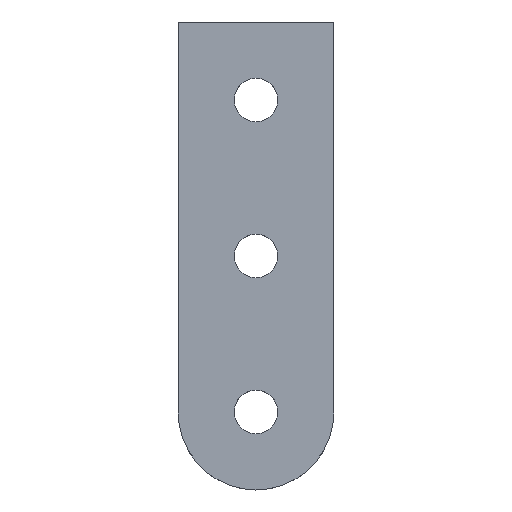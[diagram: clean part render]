
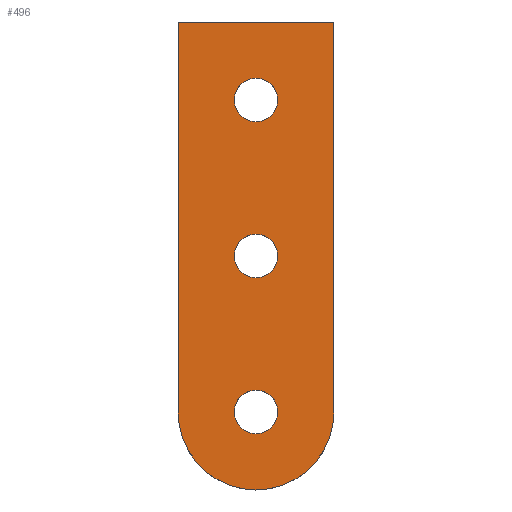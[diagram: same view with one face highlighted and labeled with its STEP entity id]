
A CAD part, top view. The second image highlights one B-rep face of the part: STEP entity #496.
In plain terms, the highlighted planar face has unit normal (0, 0, 1).
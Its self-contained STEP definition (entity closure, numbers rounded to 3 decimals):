
#132=CARTESIAN_POINT('',(-0.14,1.0,0.25));
#133=VERTEX_POINT('',#132);
#149=CARTESIAN_POINT('',(0.14,1.0,0.25));
#150=VERTEX_POINT('',#149);
#157=CARTESIAN_POINT('',(0.,1.0,0.25));
#158=DIRECTION('',(0.0,0.0,-1.0));
#159=DIRECTION('',(-1.0,0.0,0.0));
#160=AXIS2_PLACEMENT_3D('',#157,#158,#159);
#161=CIRCLE('',#160,0.14);
#162=EDGE_CURVE('',#133,#150,#161,.T.);
#174=CARTESIAN_POINT('',(-0.14,2.0,0.25));
#175=VERTEX_POINT('',#174);
#191=CARTESIAN_POINT('',(0.14,2.0,0.25));
#192=VERTEX_POINT('',#191);
#199=CARTESIAN_POINT('',(0.,2.0,0.25));
#200=DIRECTION('',(0.0,0.0,-1.0));
#201=DIRECTION('',(-1.0,0.0,0.0));
#202=AXIS2_PLACEMENT_3D('',#199,#200,#201);
#203=CIRCLE('',#202,0.14);
#204=EDGE_CURVE('',#175,#192,#203,.T.);
#216=CARTESIAN_POINT('',(-0.14,0.0,0.25));
#217=VERTEX_POINT('',#216);
#233=CARTESIAN_POINT('',(0.14,0.,0.25));
#234=VERTEX_POINT('',#233);
#241=CARTESIAN_POINT('',(0.0,0.0,0.25));
#242=DIRECTION('',(0.0,0.0,-1.0));
#243=DIRECTION('',(-1.0,0.0,0.0));
#244=AXIS2_PLACEMENT_3D('',#241,#242,#243);
#245=CIRCLE('',#244,0.14);
#246=EDGE_CURVE('',#217,#234,#245,.T.);
#257=CARTESIAN_POINT('',(0.0,0.0,0.25));
#258=DIRECTION('',(0.0,0.0,-1.0));
#259=DIRECTION('',(-1.0,0.0,0.0));
#260=AXIS2_PLACEMENT_3D('',#257,#258,#259);
#261=CIRCLE('',#260,0.14);
#262=EDGE_CURVE('',#234,#217,#261,.T.);
#281=CARTESIAN_POINT('',(0.,2.0,0.25));
#282=DIRECTION('',(0.0,0.0,-1.0));
#283=DIRECTION('',(-1.0,0.0,0.0));
#284=AXIS2_PLACEMENT_3D('',#281,#282,#283);
#285=CIRCLE('',#284,0.14);
#286=EDGE_CURVE('',#192,#175,#285,.T.);
#305=CARTESIAN_POINT('',(0.,1.0,0.25));
#306=DIRECTION('',(0.0,0.0,-1.0));
#307=DIRECTION('',(-1.0,0.0,0.0));
#308=AXIS2_PLACEMENT_3D('',#305,#306,#307);
#309=CIRCLE('',#308,0.14);
#310=EDGE_CURVE('',#150,#133,#309,.T.);
#328=CARTESIAN_POINT('',(0.5,2.5,0.25));
#329=VERTEX_POINT('',#328);
#330=CARTESIAN_POINT('',(0.5,0.0,0.25));
#331=VERTEX_POINT('',#330);
#332=CARTESIAN_POINT('',(0.5,2.5,0.25));
#333=DIRECTION('',(0.0,-1.0,0.0));
#334=VECTOR('',#333,2.5);
#335=LINE('',#332,#334);
#336=EDGE_CURVE('',#329,#331,#335,.T.);
#368=CARTESIAN_POINT('',(-0.5,0.0,0.25));
#369=VERTEX_POINT('',#368);
#370=CARTESIAN_POINT('',(0.0,0.0,0.25));
#371=DIRECTION('',(0.0,0.0,-1.0));
#372=DIRECTION('',(-0.707,-0.707,0.0));
#373=AXIS2_PLACEMENT_3D('',#370,#371,#372);
#374=CIRCLE('',#373,0.5);
#375=EDGE_CURVE('',#331,#369,#374,.T.);
#401=CARTESIAN_POINT('',(-0.5,2.5,0.25));
#402=VERTEX_POINT('',#401);
#403=CARTESIAN_POINT('',(-0.5,0.0,0.25));
#404=DIRECTION('',(0.0,1.0,0.0));
#405=VECTOR('',#404,2.5);
#406=LINE('',#403,#405);
#407=EDGE_CURVE('',#369,#402,#406,.T.);
#432=CARTESIAN_POINT('',(-0.5,2.5,0.25));
#433=DIRECTION('',(1.0,0.0,0.0));
#434=VECTOR('',#433,1.0);
#435=LINE('',#432,#434);
#436=EDGE_CURVE('',#402,#329,#435,.T.);
#473=CARTESIAN_POINT('',(0.5,2.5,0.25));
#474=DIRECTION('',(0.0,0.0,-1.0));
#475=DIRECTION('',(1.0,0.0,0.0));
#476=AXIS2_PLACEMENT_3D('',#473,#474,#475);
#477=PLANE('',#476);
#478=ORIENTED_EDGE('',*,*,#336,.F.);
#479=ORIENTED_EDGE('',*,*,#436,.F.);
#480=ORIENTED_EDGE('',*,*,#407,.F.);
#481=ORIENTED_EDGE('',*,*,#375,.F.);
#482=EDGE_LOOP('',(#478,#479,#480,#481));
#483=FACE_OUTER_BOUND('',#482,.T.);
#484=ORIENTED_EDGE('',*,*,#246,.T.);
#485=ORIENTED_EDGE('',*,*,#262,.T.);
#486=EDGE_LOOP('',(#484,#485));
#487=FACE_BOUND('',#486,.T.);
#488=ORIENTED_EDGE('',*,*,#204,.T.);
#489=ORIENTED_EDGE('',*,*,#286,.T.);
#490=EDGE_LOOP('',(#488,#489));
#491=FACE_BOUND('',#490,.T.);
#492=ORIENTED_EDGE('',*,*,#162,.T.);
#493=ORIENTED_EDGE('',*,*,#310,.T.);
#494=EDGE_LOOP('',(#492,#493));
#495=FACE_BOUND('',#494,.T.);
#496=ADVANCED_FACE('',(#483,#487,#491,#495),#477,.F.);
